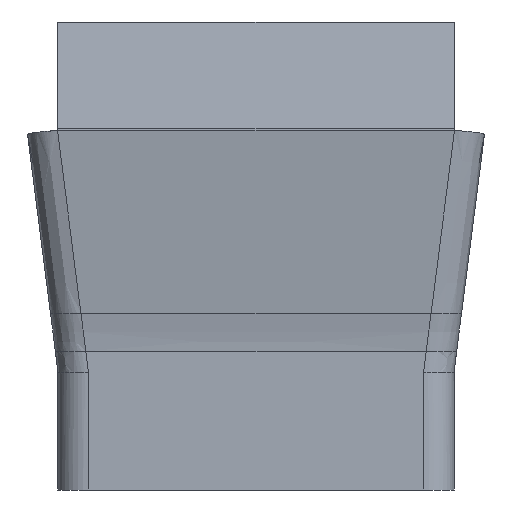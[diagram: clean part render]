
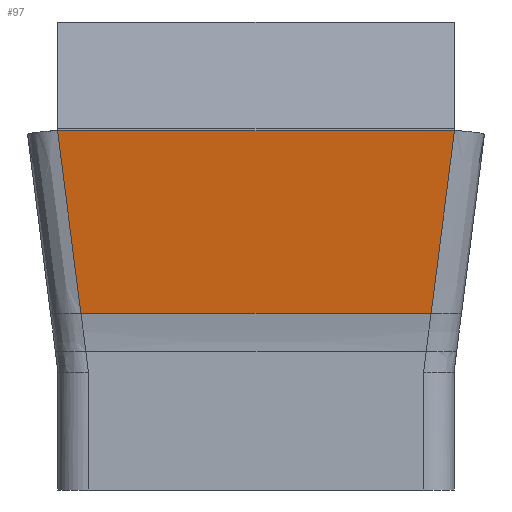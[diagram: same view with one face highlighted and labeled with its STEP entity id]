
A CAD part, front view. The second image highlights one B-rep face of the part: STEP entity #97.
In plain terms, the highlighted planar face has unit normal (0, -0.993, -0.122).
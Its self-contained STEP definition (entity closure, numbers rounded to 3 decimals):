
#97=ADVANCED_FACE('SIDE_FP_AN_SU1',(#171),#143,.T.);
#143=PLANE('',#1021);
#171=FACE_OUTER_BOUND('',#225,.T.);
#225=EDGE_LOOP('',(#365,#366,#367,#368));
#365=ORIENTED_EDGE('',*,*,#713,.F.);
#366=ORIENTED_EDGE('',*,*,#711,.T.);
#367=ORIENTED_EDGE('',*,*,#714,.F.);
#368=ORIENTED_EDGE('',*,*,#707,.T.);
#604=VERTEX_POINT('',#1640);
#605=VERTEX_POINT('',#1645);
#607=VERTEX_POINT('',#1712);
#608=VERTEX_POINT('',#1717);
#707=EDGE_CURVE('',#605,#604,#931,.T.);
#711=EDGE_CURVE('',#608,#607,#935,.T.);
#713=EDGE_CURVE('',#608,#604,#801,.T.);
#714=EDGE_CURVE('',#605,#607,#802,.T.);
#801=LINE('',#1746,#853);
#802=LINE('',#1747,#854);
#853=VECTOR('',#1101,1.);
#854=VECTOR('',#1102,1.);
#931=B_SPLINE_CURVE_WITH_KNOTS('',3,(#1641,#1642,#1643,#1644),
 .UNSPECIFIED.,.F.,.F.,(4,4),(0.,1.),.UNSPECIFIED.);
#935=B_SPLINE_CURVE_WITH_KNOTS('',3,(#1713,#1714,#1715,#1716),
 .UNSPECIFIED.,.F.,.F.,(4,4),(0.,1.),.UNSPECIFIED.);
#1021=AXIS2_PLACEMENT_3D('',#1748,#1103,#1104);
#1101=DIRECTION('',(1.,0.,0.));
#1102=DIRECTION('',(-1.,0.,0.));
#1103=DIRECTION('',(0.,-0.993,-0.122));
#1104=DIRECTION('',(-1.,0.,0.));
#1640=CARTESIAN_POINT('',(2.605,-12.505,0.043));
#1641=CARTESIAN_POINT('',(2.299,-12.211,-2.351));
#1642=CARTESIAN_POINT('',(2.401,-12.309,-1.553));
#1643=CARTESIAN_POINT('',(2.503,-12.407,-0.755));
#1644=CARTESIAN_POINT('',(2.605,-12.505,0.043));
#1645=CARTESIAN_POINT('',(2.299,-12.211,-2.351));
#1712=CARTESIAN_POINT('',(-2.299,-12.211,-2.351));
#1713=CARTESIAN_POINT('',(-2.605,-12.505,0.043));
#1714=CARTESIAN_POINT('',(-2.503,-12.407,-0.755));
#1715=CARTESIAN_POINT('',(-2.401,-12.309,-1.553));
#1716=CARTESIAN_POINT('',(-2.299,-12.211,-2.351));
#1717=CARTESIAN_POINT('',(-2.605,-12.505,0.043));
#1746=CARTESIAN_POINT('',(-17.,-12.505,0.043));
#1747=CARTESIAN_POINT('',(0.,-12.211,-2.351));
#1748=CARTESIAN_POINT('',(0.,-13.049,4.472));
